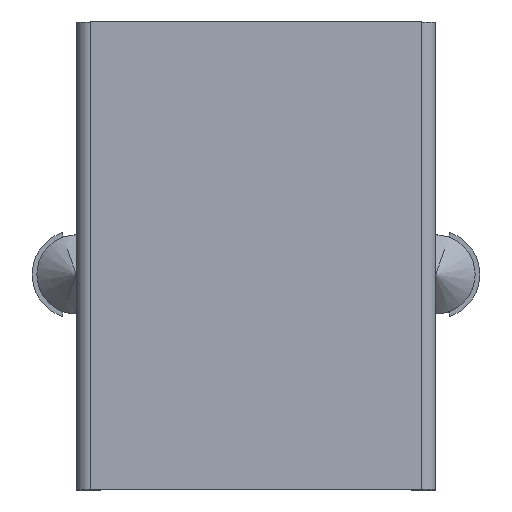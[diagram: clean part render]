
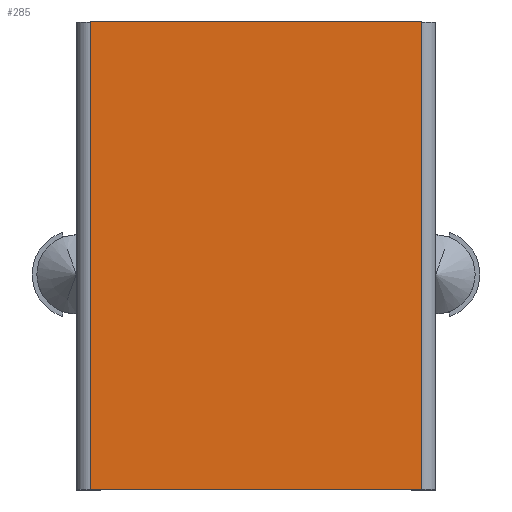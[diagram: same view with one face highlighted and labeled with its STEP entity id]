
A CAD part, top view. The second image highlights one B-rep face of the part: STEP entity #285.
In plain terms, the highlighted planar face has unit normal (0, 0, 1).
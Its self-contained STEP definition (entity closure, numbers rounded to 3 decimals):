
#285 = ADVANCED_FACE( '', ( #654 ), #655, .T. );
#654 = FACE_OUTER_BOUND( '', #1139, .T. );
#655 = PLANE( '', #1140 );
#1139 = EDGE_LOOP( '', ( #3520, #3521, #3522, #3523 ) );
#1140 = AXIS2_PLACEMENT_3D( '', #3524, #3525, #3526 );
#3520 = ORIENTED_EDGE( '', *, *, #5066, .F. );
#3521 = ORIENTED_EDGE( '', *, *, #5067, .T. );
#3522 = ORIENTED_EDGE( '', *, *, #5068, .T. );
#3523 = ORIENTED_EDGE( '', *, *, #5069, .T. );
#3524 = CARTESIAN_POINT( '', ( -5., -6.5, 7.25 ) );
#3525 = DIRECTION( '', ( 0., 0., 1. ) );
#3526 = DIRECTION( '', ( 1., 0., 0. ) );
#5066 = EDGE_CURVE( '', #5813, #5814, #5815, .T. );
#5067 = EDGE_CURVE( '', #5813, #5816, #5817, .F. );
#5068 = EDGE_CURVE( '', #5816, #5818, #5819, .T. );
#5069 = EDGE_CURVE( '', #5818, #5814, #5820, .T. );
#5813 = VERTEX_POINT( '', #6907 );
#5814 = VERTEX_POINT( '', #6908 );
#5815 = LINE( '', #6909, #6910 );
#5816 = VERTEX_POINT( '', #6911 );
#5817 = LINE( '', #6912, #6913 );
#5818 = VERTEX_POINT( '', #6914 );
#5819 = LINE( '', #6915, #6916 );
#5820 = LINE( '', #6917, #6918 );
#6907 = CARTESIAN_POINT( '', ( -4.6, 6.5, 7.25 ) );
#6908 = CARTESIAN_POINT( '', ( 4.6, 6.5, 7.25 ) );
#6909 = CARTESIAN_POINT( '', ( -5., 6.5, 7.25 ) );
#6910 = VECTOR( '', #8149, 1000. );
#6911 = CARTESIAN_POINT( '', ( -4.6, -6.5, 7.25 ) );
#6912 = CARTESIAN_POINT( '', ( -4.6, -6.5, 7.25 ) );
#6913 = VECTOR( '', #8150, 1000. );
#6914 = CARTESIAN_POINT( '', ( 4.6, -6.5, 7.25 ) );
#6915 = CARTESIAN_POINT( '', ( -5., -6.5, 7.25 ) );
#6916 = VECTOR( '', #8151, 1000. );
#6917 = CARTESIAN_POINT( '', ( 4.6, -6.5, 7.25 ) );
#6918 = VECTOR( '', #8152, 1000. );
#8149 = DIRECTION( '', ( 1., 0., 0. ) );
#8150 = DIRECTION( '', ( 0., 1., 0. ) );
#8151 = DIRECTION( '', ( 1., 0., 0. ) );
#8152 = DIRECTION( '', ( 0., 1., 0. ) );
